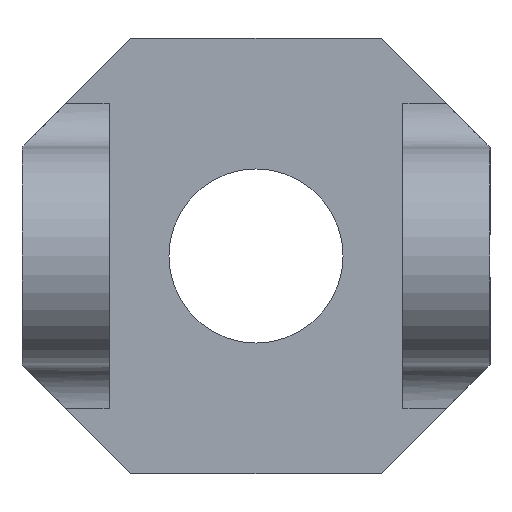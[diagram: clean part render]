
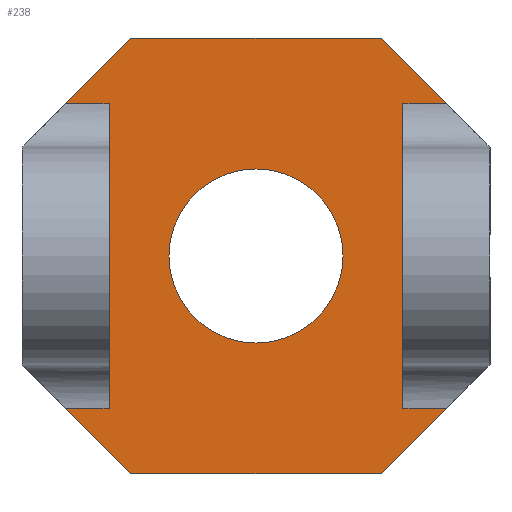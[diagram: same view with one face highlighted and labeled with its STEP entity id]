
A CAD part, left-side view. The second image highlights one B-rep face of the part: STEP entity #238.
In plain terms, the highlighted planar face has unit normal (-1, 0, 0).
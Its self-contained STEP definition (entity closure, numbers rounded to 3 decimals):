
#8 = ORIENTED_EDGE ( 'NONE', *, *, #1120, .F. ) ;
#15 = LINE ( 'NONE', #696, #1216 ) ;
#19 = CARTESIAN_POINT ( 'NONE',  ( -8., -5.75, 10. ) ) ;
#20 = LINE ( 'NONE', #1100, #86 ) ;
#24 = VERTEX_POINT ( 'NONE', #424 ) ;
#27 = CARTESIAN_POINT ( 'NONE',  ( -8., -6.75, -10. ) ) ;
#41 = ORIENTED_EDGE ( 'NONE', *, *, #613, .T. ) ;
#71 = VERTEX_POINT ( 'NONE', #164 ) ;
#86 = VECTOR ( 'NONE', #138, 1000. ) ;
#95 = EDGE_CURVE ( 'NONE', #1211, #117, #544, .T. ) ;
#102 = PLANE ( 'NONE',  #378 ) ;
#117 = VERTEX_POINT ( 'NONE', #1490 ) ;
#118 = CARTESIAN_POINT ( 'NONE',  ( -8., 8.75, 7. ) ) ;
#138 = DIRECTION ( 'NONE',  ( 0., 1., 0. ) ) ;
#164 = CARTESIAN_POINT ( 'NONE',  ( -8., 6.75, -7. ) ) ;
#174 = DIRECTION ( 'NONE',  ( 0., 1., 0. ) ) ;
#183 = ORIENTED_EDGE ( 'NONE', *, *, #95, .F. ) ;
#185 = VERTEX_POINT ( 'NONE', #1294 ) ;
#192 = ORIENTED_EDGE ( 'NONE', *, *, #346, .T. ) ;
#198 = LINE ( 'NONE', #713, #1498 ) ;
#233 = DIRECTION ( 'NONE',  ( 0., -0.707, -0.707 ) ) ;
#238 = ADVANCED_FACE ( 'NONE', ( #318, #283 ), #102, .F. ) ;
#251 = DIRECTION ( 'NONE',  ( -1., 0., 0. ) ) ;
#255 = VERTEX_POINT ( 'NONE', #581 ) ;
#266 = EDGE_CURVE ( 'NONE', #271, #1014, #1058, .T. ) ;
#271 = VERTEX_POINT ( 'NONE', #727 ) ;
#274 = CARTESIAN_POINT ( 'NONE',  ( -8., 10.75, 5. ) ) ;
#281 = VECTOR ( 'NONE', #1226, 1000. ) ;
#283 = FACE_BOUND ( 'NONE', #388, .T. ) ;
#296 = EDGE_CURVE ( 'NONE', #686, #1227, #1274, .T. ) ;
#299 = CARTESIAN_POINT ( 'NONE',  ( -8., -10.75, 7. ) ) ;
#315 = LINE ( 'NONE', #592, #1234 ) ;
#318 = FACE_OUTER_BOUND ( 'NONE', #1448, .T. ) ;
#324 = ORIENTED_EDGE ( 'NONE', *, *, #1375, .F. ) ;
#346 = EDGE_CURVE ( 'NONE', #1227, #442, #923, .T. ) ;
#378 = AXIS2_PLACEMENT_3D ( 'NONE', #571, #1520, #1394 ) ;
#388 = EDGE_LOOP ( 'NONE', ( #647, #183 ) ) ;
#398 = DIRECTION ( 'NONE',  ( 0., 0., 1. ) ) ;
#405 = EDGE_CURVE ( 'NONE', #71, #928, #20, .T. ) ;
#419 = CARTESIAN_POINT ( 'NONE',  ( -8., -10.75, -10. ) ) ;
#424 = CARTESIAN_POINT ( 'NONE',  ( -8., 6.75, 7. ) ) ;
#430 = CARTESIAN_POINT ( 'NONE',  ( -8., 8.75, -7. ) ) ;
#431 = AXIS2_PLACEMENT_3D ( 'NONE', #799, #1143, #1009 ) ;
#442 = VERTEX_POINT ( 'NONE', #505 ) ;
#455 = CARTESIAN_POINT ( 'NONE',  ( -8., -6.75, -7. ) ) ;
#456 = EDGE_CURVE ( 'NONE', #552, #255, #698, .T. ) ;
#488 = DIRECTION ( 'NONE',  ( 0., 0.707, 0.707 ) ) ;
#505 = CARTESIAN_POINT ( 'NONE',  ( -8., 5.75, 10. ) ) ;
#544 = CIRCLE ( 'NONE', #431, 4. ) ;
#552 = VERTEX_POINT ( 'NONE', #455 ) ;
#561 = CARTESIAN_POINT ( 'NONE',  ( -8., -8.75, -7. ) ) ;
#571 = CARTESIAN_POINT ( 'NONE',  ( -8., -10.75, 0. ) ) ;
#579 = CARTESIAN_POINT ( 'NONE',  ( -8., 10.75, -5. ) ) ;
#581 = CARTESIAN_POINT ( 'NONE',  ( -8., -6.75, 7. ) ) ;
#592 = CARTESIAN_POINT ( 'NONE',  ( -8., 6.75, -10. ) ) ;
#598 = VECTOR ( 'NONE', #1324, 1000. ) ;
#613 = EDGE_CURVE ( 'NONE', #928, #185, #1091, .T. ) ;
#629 = DIRECTION ( 'NONE',  ( 0., 1., 0. ) ) ;
#640 = VERTEX_POINT ( 'NONE', #118 ) ;
#647 = ORIENTED_EDGE ( 'NONE', *, *, #729, .F. ) ;
#686 = VERTEX_POINT ( 'NONE', #1328 ) ;
#692 = LINE ( 'NONE', #299, #1048 ) ;
#696 = CARTESIAN_POINT ( 'NONE',  ( -8., -10.75, 7. ) ) ;
#698 = LINE ( 'NONE', #27, #841 ) ;
#713 = CARTESIAN_POINT ( 'NONE',  ( -8., -10.75, -7. ) ) ;
#718 = CARTESIAN_POINT ( 'NONE',  ( -8., -5.75, 10. ) ) ;
#727 = CARTESIAN_POINT ( 'NONE',  ( -8., -5.75, -10. ) ) ;
#729 = EDGE_CURVE ( 'NONE', #117, #1211, #767, .T. ) ;
#737 = DIRECTION ( 'NONE',  ( 0., 0., -1. ) ) ;
#740 = DIRECTION ( 'NONE',  ( 0., -0.707, 0.707 ) ) ;
#767 = CIRCLE ( 'NONE', #888, 4. ) ;
#778 = ORIENTED_EDGE ( 'NONE', *, *, #1348, .F. ) ;
#799 = CARTESIAN_POINT ( 'NONE',  ( -8., 0., 0. ) ) ;
#828 = CARTESIAN_POINT ( 'NONE',  ( -8., 0., 4. ) ) ;
#833 = DIRECTION ( 'NONE',  ( 0., 0., 1. ) ) ;
#841 = VECTOR ( 'NONE', #398, 1000. ) ;
#852 = LINE ( 'NONE', #274, #598 ) ;
#861 = ORIENTED_EDGE ( 'NONE', *, *, #456, .T. ) ;
#867 = DIRECTION ( 'NONE',  ( 0., 1., 0. ) ) ;
#888 = AXIS2_PLACEMENT_3D ( 'NONE', #1196, #251, #737 ) ;
#923 = LINE ( 'NONE', #986, #281 ) ;
#928 = VERTEX_POINT ( 'NONE', #430 ) ;
#948 = ORIENTED_EDGE ( 'NONE', *, *, #266, .T. ) ;
#954 = CARTESIAN_POINT ( 'NONE',  ( -8., -5.75, -10. ) ) ;
#986 = CARTESIAN_POINT ( 'NONE',  ( -8., -10.75, 10. ) ) ;
#989 = ORIENTED_EDGE ( 'NONE', *, *, #1218, .T. ) ;
#995 = VECTOR ( 'NONE', #488, 1000. ) ;
#1009 = DIRECTION ( 'NONE',  ( 0., 0., -1. ) ) ;
#1014 = VERTEX_POINT ( 'NONE', #561 ) ;
#1032 = DIRECTION ( 'NONE',  ( 0., 1., 0. ) ) ;
#1048 = VECTOR ( 'NONE', #867, 1000. ) ;
#1058 = LINE ( 'NONE', #954, #1144 ) ;
#1091 = LINE ( 'NONE', #579, #1541 ) ;
#1100 = CARTESIAN_POINT ( 'NONE',  ( -8., -10.75, -7. ) ) ;
#1120 = EDGE_CURVE ( 'NONE', #686, #255, #15, .T. ) ;
#1143 = DIRECTION ( 'NONE',  ( -1., 0., 0. ) ) ;
#1144 = VECTOR ( 'NONE', #740, 1000. ) ;
#1147 = ORIENTED_EDGE ( 'NONE', *, *, #1220, .T. ) ;
#1196 = CARTESIAN_POINT ( 'NONE',  ( -8., 0., 0. ) ) ;
#1203 = ORIENTED_EDGE ( 'NONE', *, *, #296, .T. ) ;
#1211 = VERTEX_POINT ( 'NONE', #828 ) ;
#1214 = LINE ( 'NONE', #419, #1250 ) ;
#1216 = VECTOR ( 'NONE', #1032, 1000. ) ;
#1218 = EDGE_CURVE ( 'NONE', #442, #640, #852, .T. ) ;
#1220 = EDGE_CURVE ( 'NONE', #1014, #552, #198, .T. ) ;
#1226 = DIRECTION ( 'NONE',  ( 0., 1., 0. ) ) ;
#1227 = VERTEX_POINT ( 'NONE', #718 ) ;
#1234 = VECTOR ( 'NONE', #833, 1000. ) ;
#1239 = EDGE_CURVE ( 'NONE', #71, #24, #315, .T. ) ;
#1250 = VECTOR ( 'NONE', #174, 1000. ) ;
#1274 = LINE ( 'NONE', #19, #995 ) ;
#1294 = CARTESIAN_POINT ( 'NONE',  ( -8., 5.75, -10. ) ) ;
#1324 = DIRECTION ( 'NONE',  ( 0., 0.707, -0.707 ) ) ;
#1328 = CARTESIAN_POINT ( 'NONE',  ( -8., -8.75, 7. ) ) ;
#1348 = EDGE_CURVE ( 'NONE', #271, #185, #1214, .T. ) ;
#1375 = EDGE_CURVE ( 'NONE', #24, #640, #692, .T. ) ;
#1394 = DIRECTION ( 'NONE',  ( 0., 0., -1. ) ) ;
#1448 = EDGE_LOOP ( 'NONE', ( #1147, #861, #8, #1203, #192, #989, #324, #1508, #1485, #41, #778, #948 ) ) ;
#1485 = ORIENTED_EDGE ( 'NONE', *, *, #405, .T. ) ;
#1490 = CARTESIAN_POINT ( 'NONE',  ( -8., 0., -4. ) ) ;
#1498 = VECTOR ( 'NONE', #629, 1000. ) ;
#1508 = ORIENTED_EDGE ( 'NONE', *, *, #1239, .F. ) ;
#1520 = DIRECTION ( 'NONE',  ( 1., 0., 0. ) ) ;
#1541 = VECTOR ( 'NONE', #233, 1000. ) ;
